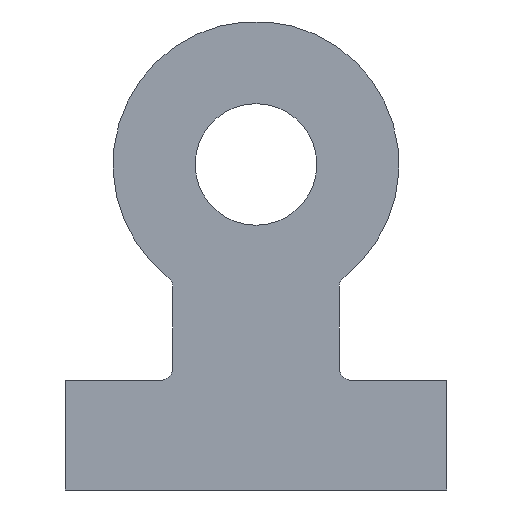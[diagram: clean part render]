
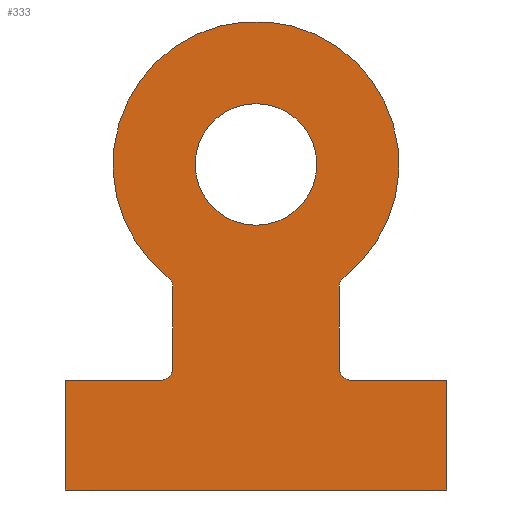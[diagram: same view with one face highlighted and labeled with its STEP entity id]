
A CAD part, left-side view. The second image highlights one B-rep face of the part: STEP entity #333.
In plain terms, the highlighted planar face has unit normal (-1, 0, 0).
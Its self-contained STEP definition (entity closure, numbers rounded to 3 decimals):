
#20=FACE_BOUND('',#69,.T.);
#29=PLANE('',#380);
#46=FACE_OUTER_BOUND('',#68,.T.);
#68=EDGE_LOOP('',(#296,#297,#298,#299,#300,#301,#302,#303,#304,#305,#306,
#307));
#69=EDGE_LOOP('',(#308));
#74=LINE('',#502,#103);
#82=LINE('',#529,#111);
#84=LINE('',#538,#113);
#90=LINE('',#553,#119);
#91=LINE('',#556,#120);
#94=LINE('',#562,#123);
#97=LINE('',#567,#126);
#103=VECTOR('',#407,10.);
#111=VECTOR('',#435,10.);
#113=VECTOR('',#445,10.);
#119=VECTOR('',#459,10.);
#120=VECTOR('',#462,10.);
#123=VECTOR('',#467,10.);
#126=VECTOR('',#472,10.);
#132=CIRCLE('',#355,0.5);
#134=CIRCLE('',#359,0.5);
#137=CIRCLE('',#363,6.);
#138=CIRCLE('',#365,0.5);
#140=CIRCLE('',#369,0.5);
#143=CIRCLE('',#374,2.55);
#148=VERTEX_POINT('',#492);
#149=VERTEX_POINT('',#493);
#152=VERTEX_POINT('',#501);
#154=VERTEX_POINT('',#507);
#155=VERTEX_POINT('',#508);
#158=VERTEX_POINT('',#519);
#159=VERTEX_POINT('',#520);
#162=VERTEX_POINT('',#531);
#164=VERTEX_POINT('',#537);
#167=VERTEX_POINT('',#545);
#169=VERTEX_POINT('',#551);
#170=VERTEX_POINT('',#555);
#172=VERTEX_POINT('',#561);
#180=EDGE_CURVE('',#148,#149,#132,.T.);
#184=EDGE_CURVE('',#152,#149,#74,.T.);
#187=EDGE_CURVE('',#154,#155,#134,.T.);
#192=EDGE_CURVE('',#155,#148,#137,.T.);
#193=EDGE_CURVE('',#158,#159,#138,.T.);
#198=EDGE_CURVE('',#159,#154,#82,.T.);
#199=EDGE_CURVE('',#152,#162,#140,.T.);
#202=EDGE_CURVE('',#164,#162,#84,.T.);
#207=EDGE_CURVE('',#167,#167,#143,.T.);
#210=EDGE_CURVE('',#169,#158,#90,.T.);
#211=EDGE_CURVE('',#170,#169,#91,.T.);
#214=EDGE_CURVE('',#172,#170,#94,.T.);
#217=EDGE_CURVE('',#164,#172,#97,.T.);
#296=ORIENTED_EDGE('',*,*,#217,.F.);
#297=ORIENTED_EDGE('',*,*,#202,.T.);
#298=ORIENTED_EDGE('',*,*,#199,.F.);
#299=ORIENTED_EDGE('',*,*,#184,.T.);
#300=ORIENTED_EDGE('',*,*,#180,.F.);
#301=ORIENTED_EDGE('',*,*,#192,.F.);
#302=ORIENTED_EDGE('',*,*,#187,.F.);
#303=ORIENTED_EDGE('',*,*,#198,.F.);
#304=ORIENTED_EDGE('',*,*,#193,.F.);
#305=ORIENTED_EDGE('',*,*,#210,.F.);
#306=ORIENTED_EDGE('',*,*,#211,.F.);
#307=ORIENTED_EDGE('',*,*,#214,.F.);
#308=ORIENTED_EDGE('',*,*,#207,.F.);
#333=ADVANCED_FACE('',(#46,#20),#29,.F.);
#355=AXIS2_PLACEMENT_3D('',#494,#399,#400);
#359=AXIS2_PLACEMENT_3D('',#509,#412,#413);
#363=AXIS2_PLACEMENT_3D('',#517,#422,#423);
#365=AXIS2_PLACEMENT_3D('',#521,#426,#427);
#369=AXIS2_PLACEMENT_3D('',#532,#438,#439);
#374=AXIS2_PLACEMENT_3D('',#547,#453,#454);
#380=AXIS2_PLACEMENT_3D('',#570,#476,#477);
#399=DIRECTION('center_axis',(-1.,0.,0.));
#400=DIRECTION('ref_axis',(0.,0.899,0.439));
#407=DIRECTION('',(0.,0.,1.));
#412=DIRECTION('center_axis',(-1.,0.,0.));
#413=DIRECTION('ref_axis',(0.,-0.899,0.439));
#422=DIRECTION('center_axis',(1.,0.,0.));
#423=DIRECTION('ref_axis',(0.,0.583,-0.812));
#426=DIRECTION('center_axis',(-1.,0.,0.));
#427=DIRECTION('ref_axis',(0.,-0.707,-0.707));
#435=DIRECTION('',(0.,0.,1.));
#438=DIRECTION('center_axis',(-1.,0.,0.));
#439=DIRECTION('ref_axis',(0.,0.707,-0.707));
#445=DIRECTION('',(0.,1.,0.));
#453=DIRECTION('center_axis',(-1.,0.,0.));
#454=DIRECTION('ref_axis',(0.,1.,0.));
#459=DIRECTION('',(0.,-1.,0.));
#462=DIRECTION('',(0.,0.,1.));
#467=DIRECTION('',(0.,1.,0.));
#472=DIRECTION('',(0.,0.,-1.));
#476=DIRECTION('center_axis',(1.,0.,0.));
#477=DIRECTION('ref_axis',(0.,1.,0.));
#492=CARTESIAN_POINT('',(0.,-3.692,6.933));
#493=CARTESIAN_POINT('',(0.,-3.5,6.539));
#494=CARTESIAN_POINT('Origin',(0.,-4.,6.539));
#501=CARTESIAN_POINT('',(0.,-3.5,3.1));
#502=CARTESIAN_POINT('',(0.,-3.5,2.6));
#507=CARTESIAN_POINT('',(0.,3.5,6.539));
#508=CARTESIAN_POINT('',(0.,3.692,6.933));
#509=CARTESIAN_POINT('Origin',(0.,4.,6.539));
#517=CARTESIAN_POINT('Origin',(0.,0.,11.662));
#519=CARTESIAN_POINT('',(0.,4.,2.6));
#520=CARTESIAN_POINT('',(0.,3.5,3.1));
#521=CARTESIAN_POINT('Origin',(0.,4.,3.1));
#529=CARTESIAN_POINT('',(0.,3.5,2.6));
#531=CARTESIAN_POINT('',(0.,-4.,2.6));
#532=CARTESIAN_POINT('Origin',(0.,-4.,3.1));
#537=CARTESIAN_POINT('',(0.,-8.,2.6));
#538=CARTESIAN_POINT('',(0.,-8.,2.6));
#545=CARTESIAN_POINT('',(0.,-2.55,11.662));
#547=CARTESIAN_POINT('Origin',(0.,0.,11.662));
#551=CARTESIAN_POINT('',(0.,8.,2.6));
#553=CARTESIAN_POINT('',(0.,8.,2.6));
#555=CARTESIAN_POINT('',(0.,8.,-2.));
#556=CARTESIAN_POINT('',(0.,8.,-2.));
#561=CARTESIAN_POINT('',(0.,-8.,-2.));
#562=CARTESIAN_POINT('',(0.,-8.,-2.));
#567=CARTESIAN_POINT('',(0.,-8.,0.));
#570=CARTESIAN_POINT('Origin',(0.,0.,7.831));
